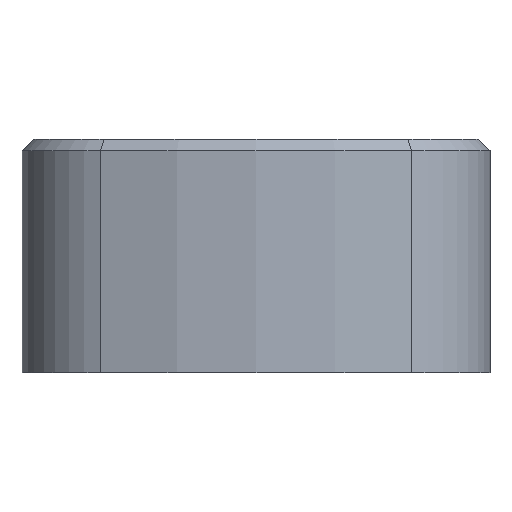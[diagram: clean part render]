
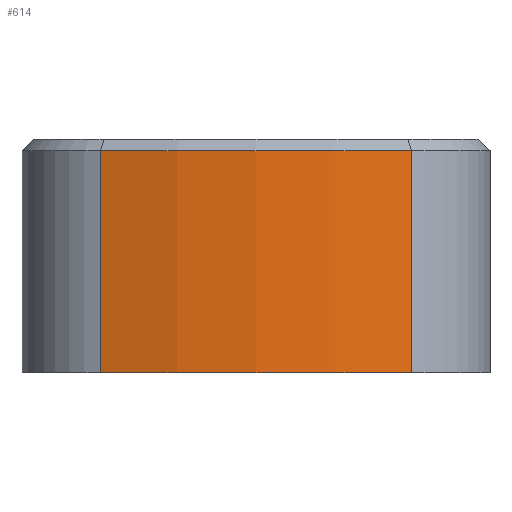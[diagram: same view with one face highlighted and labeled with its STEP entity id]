
A CAD part, left-side view. The second image highlights one B-rep face of the part: STEP entity #614.
In plain terms, the highlighted cylindrical face has radius 20.156 mm (diameter 40.311 mm), a partial arc.
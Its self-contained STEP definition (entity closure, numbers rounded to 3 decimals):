
#22=CYLINDRICAL_SURFACE('',#686,20.156);
#39=CIRCLE('',#679,20.156);
#44=CIRCLE('',#687,20.156);
#72=FACE_OUTER_BOUND('',#108,.T.);
#108=EDGE_LOOP('',(#445,#446,#447,#448));
#153=LINE('',#965,#215);
#155=LINE('',#971,#217);
#215=VECTOR('',#782,10.);
#217=VECTOR('',#788,10.);
#278=VERTEX_POINT('',#950);
#280=VERTEX_POINT('',#956);
#281=VERTEX_POINT('',#964);
#283=VERTEX_POINT('',#970);
#341=EDGE_CURVE('',#280,#278,#39,.T.);
#345=EDGE_CURVE('',#278,#281,#153,.T.);
#348=EDGE_CURVE('',#283,#280,#155,.T.);
#349=EDGE_CURVE('',#281,#283,#44,.T.);
#445=ORIENTED_EDGE('',*,*,#341,.F.);
#446=ORIENTED_EDGE('',*,*,#348,.F.);
#447=ORIENTED_EDGE('',*,*,#349,.F.);
#448=ORIENTED_EDGE('',*,*,#345,.F.);
#614=ADVANCED_FACE('',(#72),#22,.T.);
#679=AXIS2_PLACEMENT_3D('',#958,#770,#771);
#686=AXIS2_PLACEMENT_3D('',#969,#786,#787);
#687=AXIS2_PLACEMENT_3D('',#972,#789,#790);
#770=DIRECTION('center_axis',(0.,0.,1.));
#771=DIRECTION('ref_axis',(-0.868,-0.496,0.));
#782=DIRECTION('',(0.,0.,-1.));
#786=DIRECTION('center_axis',(0.,0.,1.));
#787=DIRECTION('ref_axis',(-0.868,-0.496,0.));
#788=DIRECTION('',(0.,0.,1.));
#789=DIRECTION('center_axis',(0.,0.,-1.));
#790=DIRECTION('ref_axis',(-0.868,-0.496,0.));
#950=CARTESIAN_POINT('',(-29.027,-6.65,9.5));
#956=CARTESIAN_POINT('',(-29.027,6.65,9.5));
#958=CARTESIAN_POINT('Origin',(-10.,0.,9.5));
#964=CARTESIAN_POINT('',(-29.027,-6.65,0.));
#965=CARTESIAN_POINT('',(-29.027,-6.65,0.));
#969=CARTESIAN_POINT('Origin',(-10.,0.,0.));
#970=CARTESIAN_POINT('',(-29.027,6.65,0.));
#971=CARTESIAN_POINT('',(-29.027,6.65,0.));
#972=CARTESIAN_POINT('Origin',(-10.,0.,0.));
